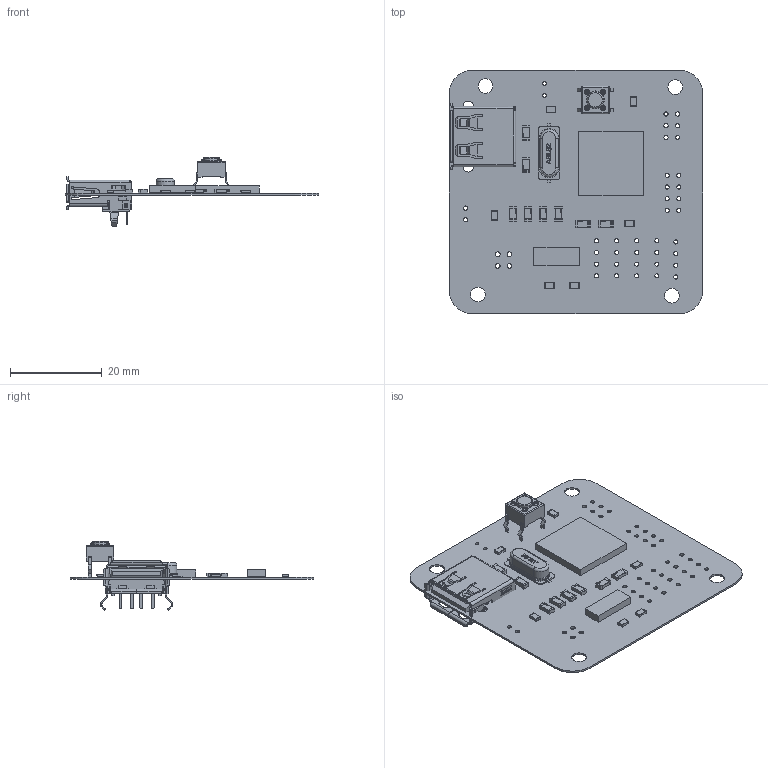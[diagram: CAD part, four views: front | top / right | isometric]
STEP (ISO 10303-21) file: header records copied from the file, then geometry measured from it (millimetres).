
FILE_DESCRIPTION(('Open CASCADE Model'),'2;1');
FILE_NAME('Open CASCADE Shape Model','2024-05-14T20:33:33',('Author'),( 'Open CASCADE'),'Open CASCADE STEP processor 7.5','Open CASCADE 7.5' ,'Unknown');
FILE_SCHEMA(('AUTOMOTIVE_DESIGN { 1 0 10303 214 1 1 1 1 }'));
Length unit declared in the file: millimetre
Products named in the file (47): PCB; Board; Open CASCADE STEP translator 7.5 3.1.1; R6; 6072351392; Mid_Body; Terminal; Open CASCADE STEP translator 6.8 3.2.1; Mark; Y1; 6072350992; C9; Cap_KEMET_C1206C472K4RACTU_eec; C8; U3; 6273263840; Extruded; U1; 6273264640; SW1; Switch_C&K_PTS645SM43SMTR92LFS_eec; R5; 6072351072; R4; R3; R2; 6072351632; R1; P3; 6072350752; C6; C5; C4; C3; C2; C1
Assembly tree (73 placements, depth 5):
  PCB
    Board
      Open CASCADE STEP translator 7.5 3.1.1
    R6
      6072351392
        Mid_Body
        Terminal  x2
          Open CASCADE STEP translator 6.8 3.2.1
        Mark
    Y1
      6072350992
    C9
      Cap_KEMET_C1206C472K4RACTU_eec
      Cap_KEMET_C1206C472K4RACTU_eec
      Cap_KEMET_C1206C472K4RACTU_eec
    C8
      Cap_KEMET_C1206C472K4RACTU_eec
      Cap_KEMET_C1206C472K4RACTU_eec
      Cap_KEMET_C1206C472K4RACTU_eec
    U3
      6273263840
        Extruded
    U1
      6273264640
        Extruded
    SW1
      Switch_C&K_PTS645SM43SMTR92LFS_eec
    R5
      6072351072
        Mid_Body
        Terminal  x2
          Open CASCADE STEP translator 6.8 3.2.1
        Mark
    R4
      6072351072
        Mid_Body
        Terminal  x2
          Open CASCADE STEP translator 6.8 3.2.1
        Mark
    R3
      6072351072
        Mid_Body
        Terminal  x2
          Open CASCADE STEP translator 6.8 3.2.1
        Mark
    R2
      6072351632
        Mid_Body
        Terminal  x2
          Open CASCADE STEP translator 6.8 3.2.1
        Mark
    R1
      6072351632
        Mid_Body
        Terminal  x2
          Open CASCADE STEP translator 6.8 3.2.1
        Mark
    P3
      6072350752
    C6
Bounding box: 55.12 x 52.96 x 15.03 mm (x, y, z)
Volume: 2379.1 mm3; surface area: 9182.1 mm2
Topology: 89 solids, 89 shells, 2750 faces, 12734 edges, 15559 vertices
Faces by surface type: plane 1062, bspline 1005, cylinder 543, sphere 128, torus 8, revolution 4
Full cylindrical faces by diameter (mm): 0.748 x4, 0.8 x2, 0.9 x36, 0.92 x4, 1.02 x4, 2.3 x2, 3.2 x4, 3.5 x1
Entity records: 52165 total; most frequent: CARTESIAN_POINT 14477, ORIENTED_EDGE 7086, DIRECTION 6118, EDGE_CURVE 3543, LINE 2354, VECTOR 2354, VERTEX_POINT 2269, AXIS2_PLACEMENT_3D 1880
